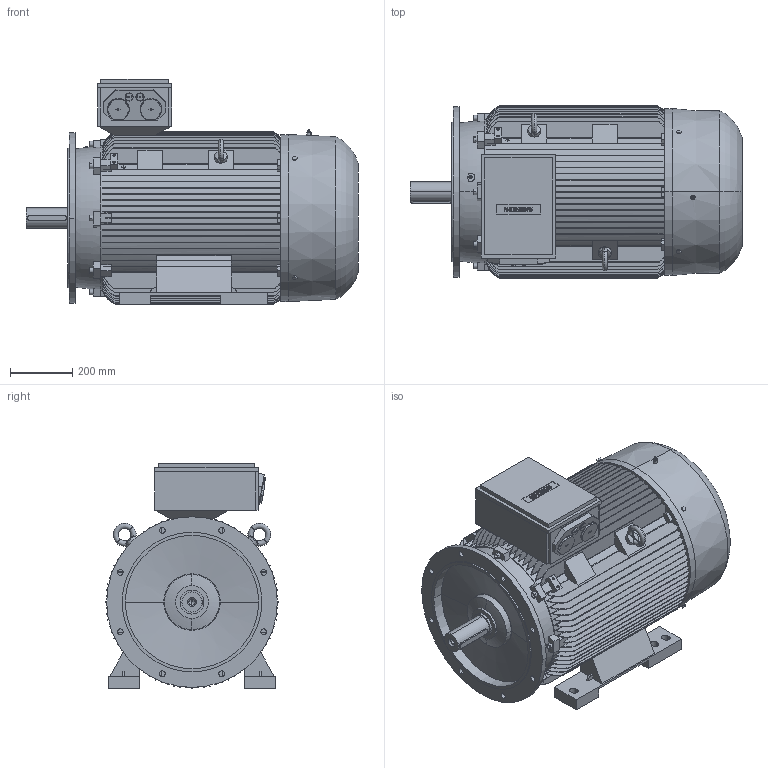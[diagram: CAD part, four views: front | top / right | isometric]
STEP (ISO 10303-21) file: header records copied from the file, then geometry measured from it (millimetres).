
FILE_DESCRIPTION(('STEP AP214'),'1');
FILE_NAME('cctmp_3D4FA73F-B2F9-4ED0-AA45-D4E7FE34A5D6_2023_06_26_09_18_37_0846..stp','2023-06-26T07:18:38',('SIEMENS A&D'),('CADClick - www.CADClick.com'),'Spatial InterOp 3D',' ','unknown authorization');
FILE_SCHEMA(('AUTOMOTIVE_DESIGN'));
Length unit declared in the file: millimetre
Products named in the file (1): 1
Bounding box: 1070 x 556 x 728 mm (x, y, z)
Volume: 187676681.1 mm3; surface area: 6214739 mm2
Topology: 4 solids, 4 shells, 1299 faces, 3586 edges, 2365 vertices
Faces by surface type: plane 807, cylinder 294, torus 170, cone 28
Entity records: 63871 total; most frequent: CARTESIAN_POINT 20843, ORIENTED_EDGE 7168, DIRECTION 6230, EDGE_CURVE 3584, VERTEX_POINT 2365, LINE 2268, VECTOR 2268, AXIS2_PLACEMENT_3D 1981
